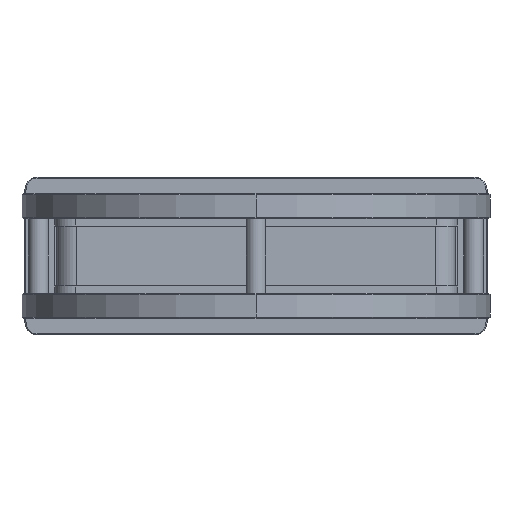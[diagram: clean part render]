
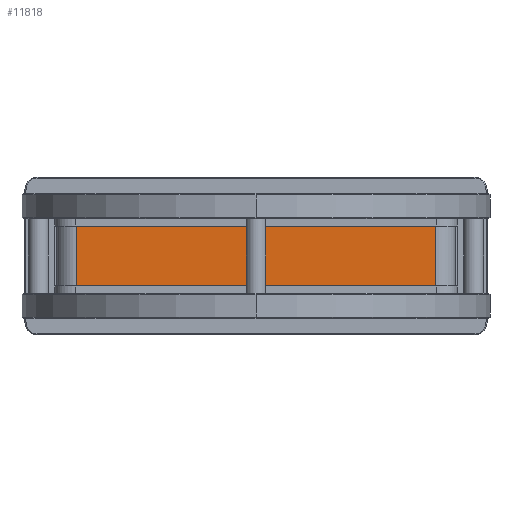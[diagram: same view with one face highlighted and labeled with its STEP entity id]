
A CAD part, front view. The second image highlights one B-rep face of the part: STEP entity #11818.
In plain terms, the highlighted planar face has unit normal (0, -1, 0).
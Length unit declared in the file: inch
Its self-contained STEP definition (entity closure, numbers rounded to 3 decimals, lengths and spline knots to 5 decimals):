
#89=DIRECTION('',(-1.,0.,0.));
#90=VECTOR('',#89,6.78);
#91=CARTESIAN_POINT('',(3.39,-3.447,-0.5675));
#92=LINE('',#91,#90);
#3478=DIRECTION('',(-1.,0.,0.));
#3479=VECTOR('',#3478,6.78);
#3480=CARTESIAN_POINT('',(3.39,-3.447,0.5675));
#3481=LINE('',#3480,#3479);
#4205=DIRECTION('',(0.,0.,1.));
#4206=VECTOR('',#4205,1.135);
#4207=CARTESIAN_POINT('',(3.39,-3.447,-0.5675));
#4208=LINE('',#4207,#4206);
#4209=DIRECTION('',(0.,0.,1.));
#4210=VECTOR('',#4209,1.135);
#4211=CARTESIAN_POINT('',(-3.39,-3.447,-0.5675));
#4212=LINE('',#4211,#4210);
#5354=CARTESIAN_POINT('',(3.39,-3.447,-0.5675));
#5355=VERTEX_POINT('',#5354);
#5356=CARTESIAN_POINT('',(-3.39,-3.447,-0.5675));
#5357=VERTEX_POINT('',#5356);
#5370=CARTESIAN_POINT('',(3.39,-3.447,0.5675));
#5371=VERTEX_POINT('',#5370);
#5372=CARTESIAN_POINT('',(-3.39,-3.447,0.5675));
#5373=VERTEX_POINT('',#5372);
#11806=CARTESIAN_POINT('',(3.39,-3.447,-0.5675));
#11807=DIRECTION('',(0.,1.,0.));
#11808=DIRECTION('',(-1.,0.,0.));
#11809=AXIS2_PLACEMENT_3D('',#11806,#11807,#11808);
#11810=PLANE('',#11809);
#11811=ORIENTED_EDGE('',*,*,#5586,.T.);
#11813=ORIENTED_EDGE('',*,*,#11812,.T.);
#11814=ORIENTED_EDGE('',*,*,#10709,.F.);
#11815=ORIENTED_EDGE('',*,*,#11799,.F.);
#11816=EDGE_LOOP('',(#11811,#11813,#11814,#11815));
#11817=FACE_OUTER_BOUND('',#11816,.F.);
#5586=EDGE_CURVE('',#5355,#5357,#92,.T.);
#10709=EDGE_CURVE('',#5371,#5373,#3481,.T.);
#11799=EDGE_CURVE('',#5355,#5371,#4208,.T.);
#11812=EDGE_CURVE('',#5357,#5373,#4212,.T.);
#11818=ADVANCED_FACE('',(#11817),#11810,.F.);
